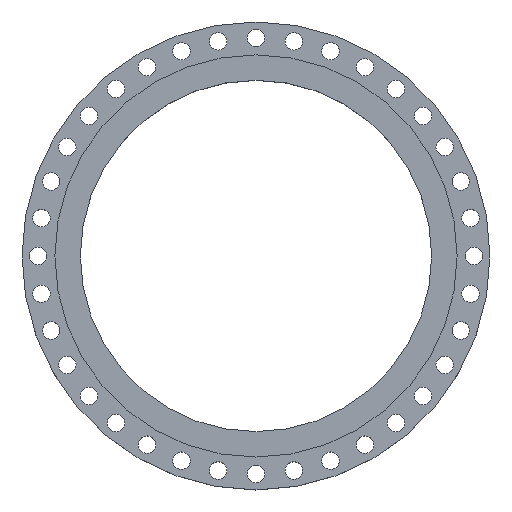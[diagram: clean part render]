
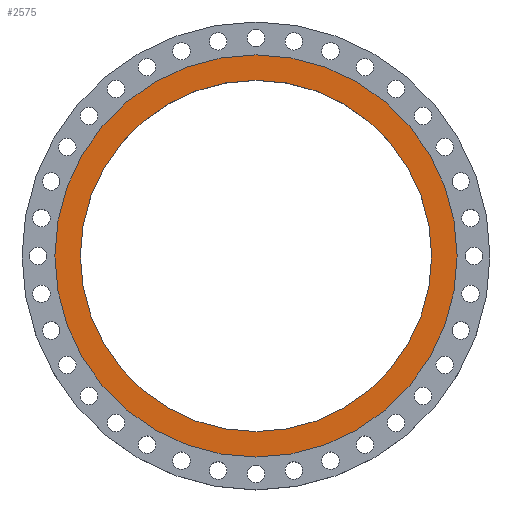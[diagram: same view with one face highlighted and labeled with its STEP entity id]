
A CAD part, top view. The second image highlights one B-rep face of the part: STEP entity #2575.
In plain terms, the highlighted planar face has unit normal (0, 0, 1).
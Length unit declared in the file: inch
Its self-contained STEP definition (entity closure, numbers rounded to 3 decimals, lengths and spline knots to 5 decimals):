
#37 = DIRECTION ( 'NONE',  ( 0., 0., 1. ) ) ;
#105 = CARTESIAN_POINT ( 'NONE',  ( 0., 16.375, 0. ) ) ;
#204 = EDGE_LOOP ( 'NONE', ( #2596, #1361 ) ) ;
#262 = DIRECTION ( 'NONE',  ( 1., 0., 0. ) ) ;
#382 = AXIS2_PLACEMENT_3D ( 'NONE', #1774, #2290, #2003 ) ;
#406 = VERTEX_POINT ( 'NONE', #3136 ) ;
#505 = FACE_BOUND ( 'NONE', #204, .T. ) ;
#751 = FACE_OUTER_BOUND ( 'NONE', #1662, .T. ) ;
#824 = ORIENTED_EDGE ( 'NONE', *, *, #1741, .T. ) ;
#874 = CARTESIAN_POINT ( 'NONE',  ( 18.75, 0., 0. ) ) ;
#1034 = CARTESIAN_POINT ( 'NONE',  ( -18.75, 0., 0. ) ) ;
#1071 = DIRECTION ( 'NONE',  ( -1., 0., 0. ) ) ;
#1201 = AXIS2_PLACEMENT_3D ( 'NONE', #2727, #2470, #262 ) ;
#1282 = EDGE_CURVE ( 'NONE', #2208, #1876, #2061, .T. ) ;
#1361 = ORIENTED_EDGE ( 'NONE', *, *, #2235, .F. ) ;
#1483 = PLANE ( 'NONE',  #2658 ) ;
#1662 = EDGE_LOOP ( 'NONE', ( #824, #1682 ) ) ;
#1682 = ORIENTED_EDGE ( 'NONE', *, *, #1282, .T. ) ;
#1738 = DIRECTION ( 'NONE',  ( 0., 0., 1. ) ) ;
#1741 = EDGE_CURVE ( 'NONE', #1876, #2208, #2404, .T. ) ;
#1774 = CARTESIAN_POINT ( 'NONE',  ( 0., 0., 0. ) ) ;
#1876 = VERTEX_POINT ( 'NONE', #874 ) ;
#1934 = CARTESIAN_POINT ( 'NONE',  ( -16.375, 0., 0. ) ) ;
#1998 = CARTESIAN_POINT ( 'NONE',  ( 0., 0., 0. ) ) ;
#2003 = DIRECTION ( 'NONE',  ( 1., 0., 0. ) ) ;
#2013 = AXIS2_PLACEMENT_3D ( 'NONE', #1998, #37, #2241 ) ;
#2061 = CIRCLE ( 'NONE', #382, 18.75 ) ;
#2139 = EDGE_CURVE ( 'NONE', #406, #2941, #2749, .T. ) ;
#2208 = VERTEX_POINT ( 'NONE', #1034 ) ;
#2235 = EDGE_CURVE ( 'NONE', #2941, #406, #2538, .T. ) ;
#2241 = DIRECTION ( 'NONE',  ( 1., 0., 0. ) ) ;
#2263 = CARTESIAN_POINT ( 'NONE',  ( 0., 0., 0. ) ) ;
#2283 = AXIS2_PLACEMENT_3D ( 'NONE', #2263, #1738, #2513 ) ;
#2290 = DIRECTION ( 'NONE',  ( 0., 0., 1. ) ) ;
#2404 = CIRCLE ( 'NONE', #2283, 18.75 ) ;
#2470 = DIRECTION ( 'NONE',  ( 0., 0., 1. ) ) ;
#2513 = DIRECTION ( 'NONE',  ( 1., 0., 0. ) ) ;
#2538 = CIRCLE ( 'NONE', #1201, 16.375 ) ;
#2575 = ADVANCED_FACE ( 'NONE', ( #505, #751 ), #1483, .F. ) ;
#2596 = ORIENTED_EDGE ( 'NONE', *, *, #2139, .F. ) ;
#2658 = AXIS2_PLACEMENT_3D ( 'NONE', #105, #2725, #1071 ) ;
#2725 = DIRECTION ( 'NONE',  ( 0., 0., -1. ) ) ;
#2727 = CARTESIAN_POINT ( 'NONE',  ( 0., 0., 0. ) ) ;
#2749 = CIRCLE ( 'NONE', #2013, 16.375 ) ;
#2941 = VERTEX_POINT ( 'NONE', #1934 ) ;
#3136 = CARTESIAN_POINT ( 'NONE',  ( 16.375, 0., 0. ) ) ;
